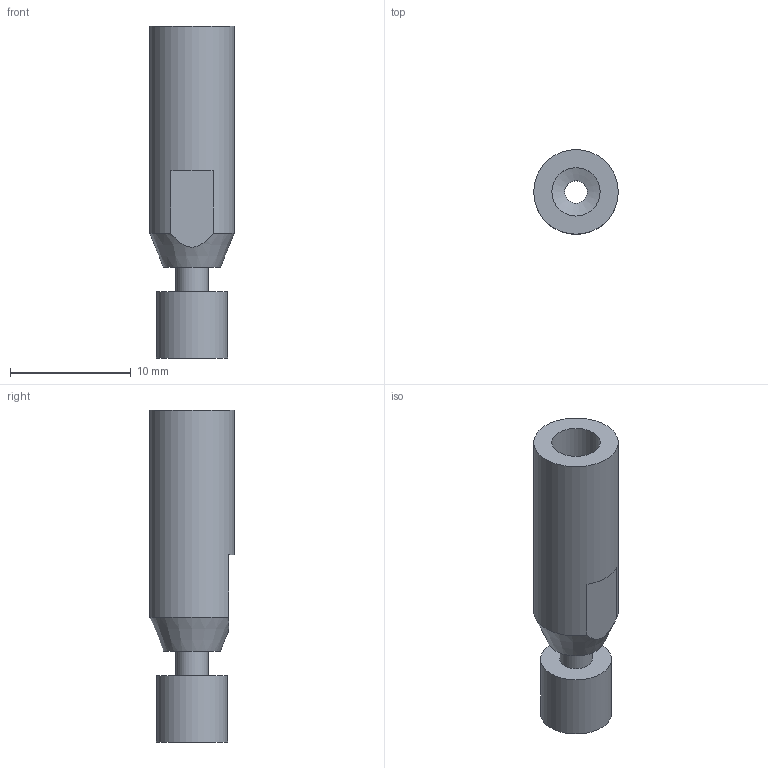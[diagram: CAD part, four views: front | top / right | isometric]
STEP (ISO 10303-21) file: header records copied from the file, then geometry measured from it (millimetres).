
FILE_DESCRIPTION(/* description */ ('STEP AP242','CAx-IF Rec.Pracs.---Representation and Presentation of Product Manufacturing Information (PMI)---4.0---2014-10-13','CAx-IF Rec.Pracs.---3D Tessellated Geometry---0.4---2014-09-14','2;1'),/* implementation_level */ '2;1');
FILE_NAME(/* name */ '66f29de2bc042057bcdaa46a',/* time_stamp */ '2024-09-24T11:09:29Z',/* author */ (''),/* organization */ (''),/* preprocessor_version */ 'ST-DEVELOPER v20',/* originating_system */ ' ',/* authorisation */ ' ');
FILE_SCHEMA (('AP242_MANAGED_MODEL_BASED_3D_ENGINEERING_MIM_LF { 1 0 10303 442 1 1 4 }'));
Length unit declared in the file: metre
Products named in the file (2): Throat v7
Bounding box: 7 x 7 x 27.5 mm (x, y, z)
Volume: 773.9 mm3; surface area: 840 mm2
Topology: 2 solids, 2 shells, 15 faces, 27 edges, 17 vertices
Faces by surface type: plane 7, cylinder 6, cone 2
Full cylindrical faces by diameter (mm): 1.9 x2, 2.7 x1, 4 x1, 5.884 x1, 7 x1
Entity records: 377 total; most frequent: DIRECTION 65, CARTESIAN_POINT 53, ORIENTED_EDGE 36, AXIS2_PLACEMENT_3D 31, EDGE_LOOP 28, FACE_BOUND 28, EDGE_CURVE 18, VERTEX_POINT 16
